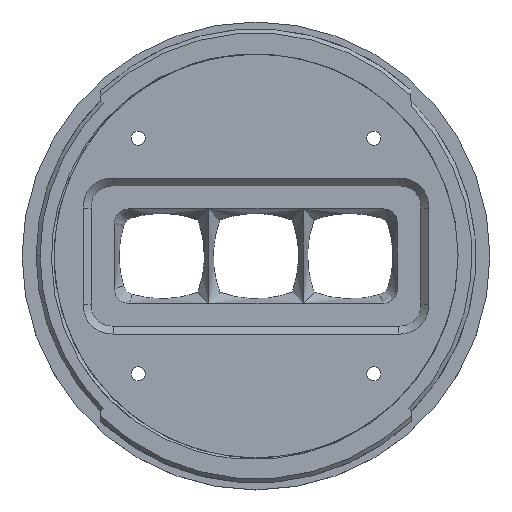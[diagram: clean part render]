
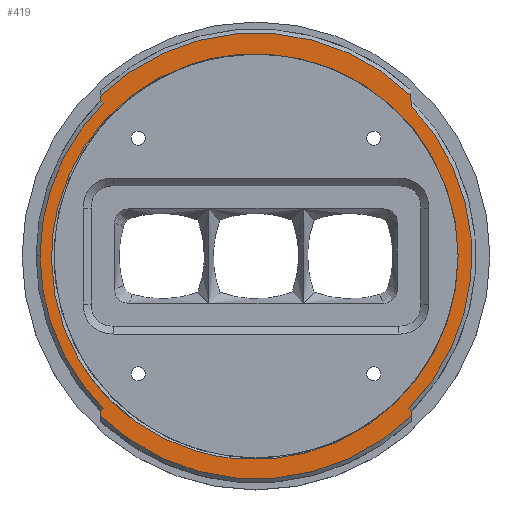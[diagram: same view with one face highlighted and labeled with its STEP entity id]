
A CAD part, top view. The second image highlights one B-rep face of the part: STEP entity #419.
In plain terms, the highlighted planar face has unit normal (0, 0, 1).
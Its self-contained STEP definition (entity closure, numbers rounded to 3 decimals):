
#231=CARTESIAN_POINT('',(54.,-2.201,35.2));
#232=DIRECTION('',(0.,0.,1.));
#233=DIRECTION('',(-1.,0.,0.));
#234=AXIS2_PLACEMENT_3D('',#231,#232,#233);
#235=PLANE('',#234);
#236=CARTESIAN_POINT('',(-19.445,19.445,35.2));
#237=VERTEX_POINT('',#236);
#238=CARTESIAN_POINT('',(-27.5,-0.001,35.2));
#239=VERTEX_POINT('',#238);
#240=CARTESIAN_POINT('',(0.,-0.001,35.2));
#241=DIRECTION('',(0.,0.,1.));
#242=DIRECTION('',(1.,0.,-0.));
#243=AXIS2_PLACEMENT_3D('',#240,#241,#242);
#244=CIRCLE('',#243,27.5);
#245=EDGE_CURVE('',#237,#239,#244,.T.);
#246=ORIENTED_EDGE('',*,*,#245,.T.);
#247=CARTESIAN_POINT('',(-19.445,-19.446,35.2));
#248=VERTEX_POINT('',#247);
#249=CARTESIAN_POINT('',(0.,-0.001,35.2));
#250=DIRECTION('',(0.,0.,1.));
#251=DIRECTION('',(1.,0.,-0.));
#252=AXIS2_PLACEMENT_3D('',#249,#250,#251);
#253=CIRCLE('',#252,27.5);
#254=EDGE_CURVE('',#239,#248,#253,.T.);
#255=ORIENTED_EDGE('',*,*,#254,.T.);
#256=CARTESIAN_POINT('',(-19.811,-19.812,35.2));
#257=VERTEX_POINT('',#256);
#258=CARTESIAN_POINT('',(-19.445,-19.446,35.2));
#259=DIRECTION('',(-0.707,-0.707,0.));
#260=VECTOR('',#259,0.517);
#261=LINE('',#258,#260);
#262=EDGE_CURVE('',#248,#257,#261,.T.);
#263=ORIENTED_EDGE('',*,*,#262,.T.);
#264=CARTESIAN_POINT('',(-19.802,-20.359,35.2));
#265=VERTEX_POINT('',#264);
#266=CARTESIAN_POINT('',(-19.811,-19.812,35.2));
#267=DIRECTION('',(0.017,-1.,-0.));
#268=VECTOR('',#267,0.547);
#269=LINE('',#266,#268);
#270=EDGE_CURVE('',#257,#265,#269,.T.);
#271=ORIENTED_EDGE('',*,*,#270,.T.);
#272=CARTESIAN_POINT('',(19.802,-20.359,35.2));
#273=VERTEX_POINT('',#272);
#274=CARTESIAN_POINT('',(0.,-0.001,35.2));
#275=DIRECTION('',(0.,0.,1.));
#276=DIRECTION('',(1.,0.,-0.));
#277=AXIS2_PLACEMENT_3D('',#274,#275,#276);
#278=CIRCLE('',#277,28.4);
#279=EDGE_CURVE('',#265,#273,#278,.T.);
#280=ORIENTED_EDGE('',*,*,#279,.T.);
#281=CARTESIAN_POINT('',(19.811,-19.812,35.2));
#282=VERTEX_POINT('',#281);
#283=CARTESIAN_POINT('',(19.802,-20.359,35.2));
#284=DIRECTION('',(0.017,1.,-0.));
#285=VECTOR('',#284,0.547);
#286=LINE('',#283,#285);
#287=EDGE_CURVE('',#273,#282,#286,.T.);
#288=ORIENTED_EDGE('',*,*,#287,.T.);
#289=CARTESIAN_POINT('',(19.446,-19.446,35.2));
#290=VERTEX_POINT('',#289);
#291=CARTESIAN_POINT('',(19.446,-19.446,35.2));
#292=DIRECTION('',(0.707,-0.707,0.));
#293=VECTOR('',#292,0.517);
#294=LINE('',#291,#293);
#295=EDGE_CURVE('',#290,#282,#294,.T.);
#296=ORIENTED_EDGE('',*,*,#295,.F.);
#297=CARTESIAN_POINT('',(19.755,19.13,35.2));
#298=VERTEX_POINT('',#297);
#299=CARTESIAN_POINT('',(0.,-0.001,35.2));
#300=DIRECTION('',(0.,0.,1.));
#301=DIRECTION('',(1.,0.,-0.));
#302=AXIS2_PLACEMENT_3D('',#299,#300,#301);
#303=CIRCLE('',#302,27.5);
#304=EDGE_CURVE('',#290,#298,#303,.T.);
#305=ORIENTED_EDGE('',*,*,#304,.T.);
#306=CARTESIAN_POINT('',(19.73,20.427,35.2));
#307=VERTEX_POINT('',#306);
#308=CARTESIAN_POINT('',(19.755,19.13,35.2));
#309=DIRECTION('',(-0.019,1.,-0.));
#310=VECTOR('',#309,1.297);
#311=LINE('',#308,#310);
#312=EDGE_CURVE('',#298,#307,#311,.T.);
#313=ORIENTED_EDGE('',*,*,#312,.T.);
#314=CARTESIAN_POINT('',(-19.802,20.357,35.2));
#315=VERTEX_POINT('',#314);
#316=CARTESIAN_POINT('',(0.,-0.001,35.2));
#317=DIRECTION('',(0.,0.,1.));
#318=DIRECTION('',(1.,0.,-0.));
#319=AXIS2_PLACEMENT_3D('',#316,#317,#318);
#320=CIRCLE('',#319,28.4);
#321=EDGE_CURVE('',#307,#315,#320,.T.);
#322=ORIENTED_EDGE('',*,*,#321,.T.);
#323=CARTESIAN_POINT('',(-19.811,19.81,35.2));
#324=VERTEX_POINT('',#323);
#325=CARTESIAN_POINT('',(-19.802,20.357,35.2));
#326=DIRECTION('',(-0.017,-1.,-0.));
#327=VECTOR('',#326,0.547);
#328=LINE('',#325,#327);
#329=EDGE_CURVE('',#315,#324,#328,.T.);
#330=ORIENTED_EDGE('',*,*,#329,.T.);
#331=CARTESIAN_POINT('',(-19.445,19.445,35.2));
#332=DIRECTION('',(-0.707,0.707,0.));
#333=VECTOR('',#332,0.517);
#334=LINE('',#331,#333);
#335=EDGE_CURVE('',#237,#324,#334,.T.);
#336=ORIENTED_EDGE('',*,*,#335,.F.);
#337=EDGE_LOOP('',(#246,#255,#263,#271,#280,#288,#296,#305,#313,#322,#330,#336));
#338=FACE_BOUND('',#337,.T.);
#339=CARTESIAN_POINT('',(20.417,-15.692,35.2));
#340=VERTEX_POINT('',#339);
#341=CARTESIAN_POINT('',(-7.567,-24.875,35.2));
#342=VERTEX_POINT('',#341);
#343=CARTESIAN_POINT('',(20.417,-15.692,35.2));
#344=CARTESIAN_POINT('',(18.498,-18.231,35.2));
#345=CARTESIAN_POINT('',(16.016,-20.229,35.2));
#346=CARTESIAN_POINT('',(13.529,-22.23,35.2));
#347=CARTESIAN_POINT('',(10.628,-23.566,35.2));
#348=CARTESIAN_POINT('',(7.719,-24.906,35.2));
#349=CARTESIAN_POINT('',(4.568,-25.497,35.2));
#350=CARTESIAN_POINT('',(1.429,-26.085,35.2));
#351=CARTESIAN_POINT('',(-1.762,-25.894,35.2));
#352=CARTESIAN_POINT('',(-4.725,-25.716,35.2));
#353=CARTESIAN_POINT('',(-7.567,-24.875,35.2));
#354=B_SPLINE_CURVE_WITH_KNOTS('',2,(#343,#344,#345,#346,#347,#348,#349,#350,#351,#352,#353),.UNSPECIFIED.,.F.,.F.,(3,2,2,2,2,3),(0.,0.125,0.25,0.375,0.5,0.616),.UNSPECIFIED.);
#355=EDGE_CURVE('',#340,#342,#354,.T.);
#356=ORIENTED_EDGE('',*,*,#355,.T.);
#357=CARTESIAN_POINT('',(-22.613,-13.146,35.2));
#358=VERTEX_POINT('',#357);
#359=CARTESIAN_POINT('',(-7.572,-24.874,35.2));
#360=CARTESIAN_POINT('',(-9.925,-24.178,35.2));
#361=CARTESIAN_POINT('',(-12.108,-23.054,35.2));
#362=CARTESIAN_POINT('',(-14.279,-21.936,35.2));
#363=CARTESIAN_POINT('',(-16.203,-20.435,35.2));
#364=CARTESIAN_POINT('',(-18.131,-18.931,35.2));
#365=CARTESIAN_POINT('',(-19.746,-17.095,35.2));
#366=CARTESIAN_POINT('',(-21.364,-15.255,35.2));
#367=CARTESIAN_POINT('',(-22.613,-13.146,35.2));
#368=B_SPLINE_CURVE_WITH_KNOTS('',2,(#359,#360,#361,#362,#363,#364,#365,#366,#367),.UNSPECIFIED.,.F.,.F.,(3,2,2,2,3),(0.,0.25,0.5,0.75,1.),.UNSPECIFIED.);
#369=EDGE_CURVE('',#342,#358,#368,.T.);
#370=ORIENTED_EDGE('',*,*,#369,.T.);
#371=CARTESIAN_POINT('',(-25.252,6.189,35.2));
#372=VERTEX_POINT('',#371);
#373=CARTESIAN_POINT('',(-22.613,-13.146,35.2));
#374=CARTESIAN_POINT('',(-23.853,-10.975,35.2));
#375=CARTESIAN_POINT('',(-24.659,-8.607,35.2));
#376=CARTESIAN_POINT('',(-25.466,-6.236,35.2));
#377=CARTESIAN_POINT('',(-25.808,-3.748,35.2));
#378=CARTESIAN_POINT('',(-26.15,-1.251,35.2));
#379=CARTESIAN_POINT('',(-26.008,1.261,35.2));
#380=CARTESIAN_POINT('',(-25.867,3.764,35.2));
#381=CARTESIAN_POINT('',(-25.252,6.189,35.2));
#382=B_SPLINE_CURVE_WITH_KNOTS('',2,(#373,#374,#375,#376,#377,#378,#379,#380,#381),.UNSPECIFIED.,.F.,.F.,(3,2,2,2,3),(0.,0.25,0.5,0.75,1.),.UNSPECIFIED.);
#383=EDGE_CURVE('',#358,#372,#382,.T.);
#384=ORIENTED_EDGE('',*,*,#383,.T.);
#385=CARTESIAN_POINT('',(-2.901,25.585,35.2));
#386=VERTEX_POINT('',#385);
#387=CARTESIAN_POINT('',(-25.252,6.189,35.2));
#388=CARTESIAN_POINT('',(-24.541,8.998,35.2));
#389=CARTESIAN_POINT('',(-23.224,11.587,35.2));
#390=CARTESIAN_POINT('',(-21.761,14.462,35.2));
#391=CARTESIAN_POINT('',(-19.639,16.89,35.2));
#392=CARTESIAN_POINT('',(-17.512,19.325,35.2));
#393=CARTESIAN_POINT('',(-14.851,21.161,35.2));
#394=CARTESIAN_POINT('',(-12.185,23.,35.2));
#395=CARTESIAN_POINT('',(-9.149,24.124,35.2));
#396=CARTESIAN_POINT('',(-6.115,25.247,35.2));
#397=CARTESIAN_POINT('',(-2.901,25.585,35.2));
#398=B_SPLINE_CURVE_WITH_KNOTS('',2,(#387,#388,#389,#390,#391,#392,#393,#394,#395,#396,#397),.UNSPECIFIED.,.F.,.F.,(3,2,2,2,2,3),(0.388,0.5,0.625,0.75,0.875,1.),.UNSPECIFIED.);
#399=EDGE_CURVE('',#372,#386,#398,.T.);
#400=ORIENTED_EDGE('',*,*,#399,.T.);
#401=CARTESIAN_POINT('',(25.75,-0.001,35.2));
#402=VERTEX_POINT('',#401);
#403=CARTESIAN_POINT('',(0.,-0.001,35.2));
#404=DIRECTION('',(0.,0.,1.));
#405=DIRECTION('',(1.,0.,-0.));
#406=AXIS2_PLACEMENT_3D('',#403,#404,#405);
#407=CIRCLE('',#406,25.75);
#408=EDGE_CURVE('',#402,#386,#407,.T.);
#409=ORIENTED_EDGE('',*,*,#408,.F.);
#410=CARTESIAN_POINT('',(0.,-0.001,35.2));
#411=DIRECTION('',(0.,0.,1.));
#412=DIRECTION('',(1.,0.,-0.));
#413=AXIS2_PLACEMENT_3D('',#410,#411,#412);
#414=CIRCLE('',#413,25.75);
#415=EDGE_CURVE('',#340,#402,#414,.T.);
#416=ORIENTED_EDGE('',*,*,#415,.F.);
#417=EDGE_LOOP('',(#356,#370,#384,#400,#409,#416));
#418=FACE_BOUND('',#417,.T.);
#419=ADVANCED_FACE('',(#338,#418),#235,.T.);
